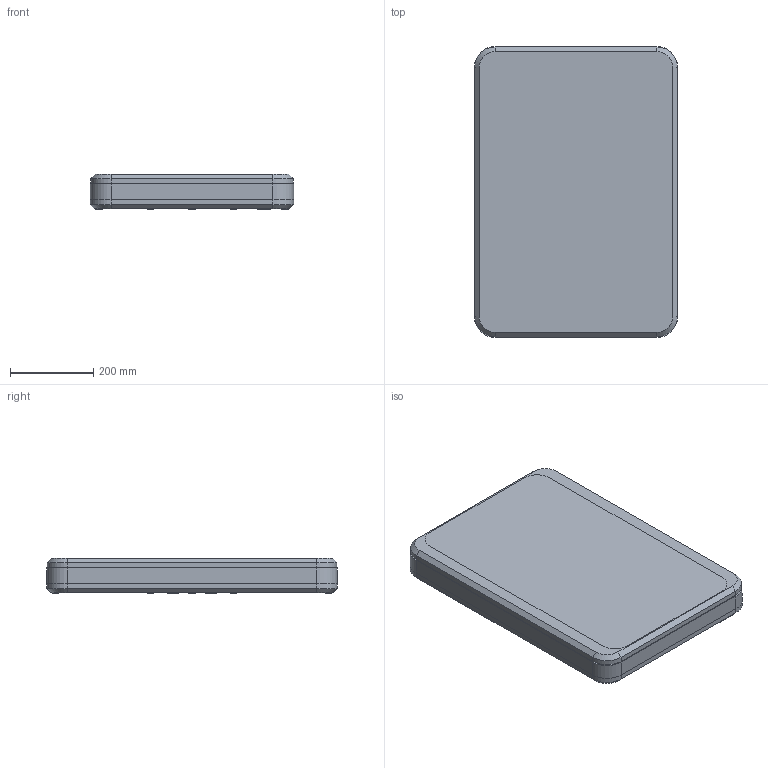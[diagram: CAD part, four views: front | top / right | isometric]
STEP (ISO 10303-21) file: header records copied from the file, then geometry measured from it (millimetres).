
FILE_DESCRIPTION (( 'STEP AP203' ), '1' );
FILE_NAME ('DEMON PS.STEP', '2024-08-14T09:13:29', ( '' ), ( '' ), 'SwSTEP 2.0', 'SolidWorks 2024', '' );
FILE_SCHEMA (( 'CONFIG_CONTROL_DESIGN' ));
Length unit declared in the file: millimetre
Products named in the file (28): 2Магн. провод 2; 2Центр шайба; Спикон; socket countersunk head screw_iso_ISO 10642 - M6 x 20 - 20N; Задняя часть Спикон; Футорка М8; plain washer 6902 type abc_din_DIN 6902-A3.2; DEMON PS; кольцо стеклотекст; СборкаЭксайтера; 2Эксайтер V3.1фаска_Текст; 2Кольцо катушки Увелич; Кольцо большое; 2Магнит; 2Центр шайба малая; 2Феррит; Корпус Генд Стена; sheet metal screws_din_Tapping screw DIN 7049-ST3.5x9.5-C-H-N; 2Катушка 61 мм; Перемычка; Конфирмат; socket head cap screw_iso_ISO 4762 M5 x 40 - 22N; ПередГрильС; МембранаГендС; Экс42ммТвитер ст; socket head cap screw_din_DIN 912 M3 x 5 --- 5N; Бобышка 2; Футорка М10
Assembly tree (51 placements, depth 3):
  DEMON PS
    МембранаГендС
    ПередГрильС
    Корпус Генд Стена
    Экс42ммТвитер ст  x2
    Перемычка
    Задняя часть Спикон
    Спикон  x2
    Футорка М8  x4
    Футорка М10  x4
    socket countersunk head screw_iso_ISO 10642 - M6 x 20 - 20N  x8
    socket head cap screw_iso_ISO 4762 M5 x 40 - 22N  x4
    Бобышка 2
    Конфирмат  x4
    plain washer 6902 type abc_din_DIN 6902-A3.2  x2
    sheet metal screws_din_Tapping screw DIN 7049-ST3.5x9.5-C-H-N
    socket head cap screw_din_DIN 912 M3 x 5 --- 5N  x2
    кольцо стеклотекст  x2
    СборкаЭксайтера
      2Эксайтер V3.1фаска_Текст
      2Магнит
      2Магн. провод 2
      2Феррит
      2Катушка 61 мм
      2Кольцо катушки Увелич
      2Центр шайба малая
      2Центр шайба
    Кольцо большое
Bounding box: 490 x 700 x 86 mm (x, y, z)
Volume: 9685404.4 mm3; surface area: 2538449.5 mm2
Topology: 50 solids, 50 shells, 2585 faces, 6438 edges, 4032 vertices
Faces by surface type: plane 1080, cylinder 833, torus 268, cone 194, bspline 192, sphere 18
Entity records: 77310 total; most frequent: CARTESIAN_POINT 23256, DIRECTION 10664, ORIENTED_EDGE 10450, EDGE_CURVE 5225, AXIS2_PLACEMENT_3D 3983, VERTEX_POINT 3317, VECTOR 2698, LINE 2698
